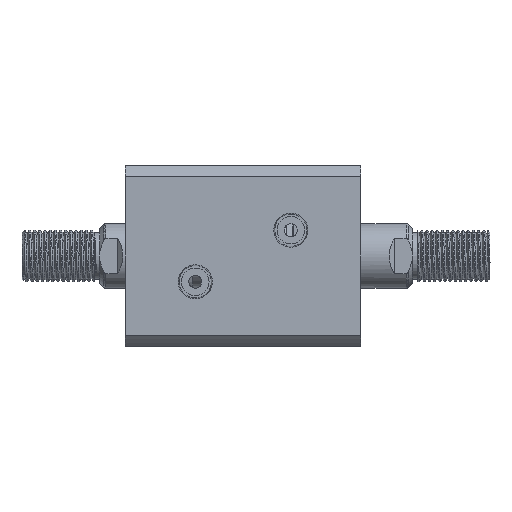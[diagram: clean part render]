
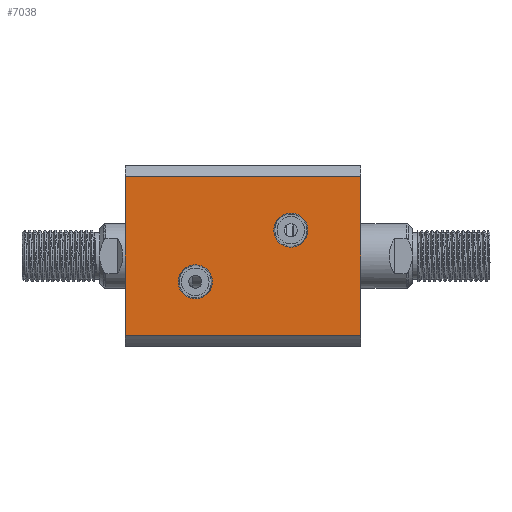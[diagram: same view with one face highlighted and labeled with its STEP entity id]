
A CAD part, left-side view. The second image highlights one B-rep face of the part: STEP entity #7038.
In plain terms, the highlighted planar face has unit normal (-1, 0, 0).
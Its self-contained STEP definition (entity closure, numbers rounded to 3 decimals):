
#128 = VERTEX_POINT ( 'NONE', #4512 ) ;
#336 = CARTESIAN_POINT ( 'NONE',  ( -35., -30.718, 91. ) ) ;
#1060 = DIRECTION ( 'NONE',  ( -1., 0., 0. ) ) ;
#1193 = VERTEX_POINT ( 'NONE', #336 ) ;
#1364 = ORIENTED_EDGE ( 'NONE', *, *, #9647, .F. ) ;
#1514 = PLANE ( 'NONE',  #13231 ) ;
#1613 = ORIENTED_EDGE ( 'NONE', *, *, #6547, .F. ) ;
#1816 = VERTEX_POINT ( 'NONE', #14688 ) ;
#1899 = LINE ( 'NONE', #6928, #8195 ) ;
#2120 = EDGE_CURVE ( 'NONE', #1193, #14264, #3604, .T. ) ;
#2432 = EDGE_LOOP ( 'NONE', ( #1364, #4979 ) ) ;
#2515 = AXIS2_PLACEMENT_3D ( 'NONE', #8594, #1060, #9865 ) ;
#2689 = VECTOR ( 'NONE', #11998, 1000. ) ;
#2787 = DIRECTION ( 'NONE',  ( 1., 0., 0. ) ) ;
#3022 = VECTOR ( 'NONE', #15187, 1000. ) ;
#3137 = AXIS2_PLACEMENT_3D ( 'NONE', #11234, #3685, #12492 ) ;
#3365 = AXIS2_PLACEMENT_3D ( 'NONE', #4643, #13463, #5881 ) ;
#3604 = LINE ( 'NONE', #3928, #9887 ) ;
#3685 = DIRECTION ( 'NONE',  ( -1., 0., 0. ) ) ;
#3837 = EDGE_LOOP ( 'NONE', ( #13333, #10105, #8158, #1613 ) ) ;
#3928 = CARTESIAN_POINT ( 'NONE',  ( -35., -30.718, -209. ) ) ;
#4512 = CARTESIAN_POINT ( 'NONE',  ( -35., -10., 20.397 ) ) ;
#4643 = CARTESIAN_POINT ( 'NONE',  ( -35., -10., 27. ) ) ;
#4979 = ORIENTED_EDGE ( 'NONE', *, *, #10200, .F. ) ;
#5062 = CARTESIAN_POINT ( 'NONE',  ( -35., 30.718, 0. ) ) ;
#5100 = CARTESIAN_POINT ( 'NONE',  ( -35., -10., 33.603 ) ) ;
#5148 = CARTESIAN_POINT ( 'NONE',  ( -35., 30.718, -209. ) ) ;
#5171 = LINE ( 'NONE', #5148, #3022 ) ;
#5633 = DIRECTION ( 'NONE',  ( 0., -1., 0. ) ) ;
#5881 = DIRECTION ( 'NONE',  ( 0., 0., 1. ) ) ;
#6154 = CARTESIAN_POINT ( 'NONE',  ( -35., 10., 64. ) ) ;
#6353 = CARTESIAN_POINT ( 'NONE',  ( -35., 35., 91. ) ) ;
#6495 = CARTESIAN_POINT ( 'NONE',  ( -35., -30.718, 0. ) ) ;
#6547 = EDGE_CURVE ( 'NONE', #14982, #1193, #1899, .T. ) ;
#6928 = CARTESIAN_POINT ( 'NONE',  ( -35., 35., 91. ) ) ;
#7038 = ADVANCED_FACE ( 'NONE', ( #7997, #8786, #14736 ), #1514, .F. ) ;
#7255 = EDGE_CURVE ( 'NONE', #10489, #14264, #16104, .T. ) ;
#7443 = DIRECTION ( 'NONE',  ( 0., 0., 1. ) ) ;
#7997 = FACE_BOUND ( 'NONE', #12149, .T. ) ;
#8158 = ORIENTED_EDGE ( 'NONE', *, *, #2120, .F. ) ;
#8195 = VECTOR ( 'NONE', #5633, 1000. ) ;
#8594 = CARTESIAN_POINT ( 'NONE',  ( -35., 10., 64. ) ) ;
#8693 = ORIENTED_EDGE ( 'NONE', *, *, #10829, .F. ) ;
#8786 = FACE_BOUND ( 'NONE', #2432, .T. ) ;
#9095 = CIRCLE ( 'NONE', #3137, 6.603 ) ;
#9647 = EDGE_CURVE ( 'NONE', #10962, #128, #9095, .T. ) ;
#9865 = DIRECTION ( 'NONE',  ( 0., 0., 1. ) ) ;
#9887 = VECTOR ( 'NONE', #11498, 1000. ) ;
#10105 = ORIENTED_EDGE ( 'NONE', *, *, #7255, .T. ) ;
#10200 = EDGE_CURVE ( 'NONE', #128, #10962, #15797, .T. ) ;
#10340 = EDGE_CURVE ( 'NONE', #15290, #1816, #15401, .T. ) ;
#10463 = ORIENTED_EDGE ( 'NONE', *, *, #10340, .F. ) ;
#10489 = VERTEX_POINT ( 'NONE', #5062 ) ;
#10829 = EDGE_CURVE ( 'NONE', #1816, #15290, #15574, .T. ) ;
#10962 = VERTEX_POINT ( 'NONE', #5100 ) ;
#11234 = CARTESIAN_POINT ( 'NONE',  ( -35., -10., 27. ) ) ;
#11498 = DIRECTION ( 'NONE',  ( 0., 0., -1. ) ) ;
#11631 = DIRECTION ( 'NONE',  ( 0., 1., 0. ) ) ;
#11998 = DIRECTION ( 'NONE',  ( 0., -1., 0. ) ) ;
#12149 = EDGE_LOOP ( 'NONE', ( #10463, #8693 ) ) ;
#12492 = DIRECTION ( 'NONE',  ( 0., 0., 1. ) ) ;
#13181 = AXIS2_PLACEMENT_3D ( 'NONE', #6154, #14984, #7443 ) ;
#13231 = AXIS2_PLACEMENT_3D ( 'NONE', #6353, #2787, #11631 ) ;
#13333 = ORIENTED_EDGE ( 'NONE', *, *, #14947, .F. ) ;
#13463 = DIRECTION ( 'NONE',  ( -1., 0., 0. ) ) ;
#14206 = CARTESIAN_POINT ( 'NONE',  ( -35., 30.718, 91. ) ) ;
#14264 = VERTEX_POINT ( 'NONE', #6495 ) ;
#14688 = CARTESIAN_POINT ( 'NONE',  ( -35., 10., 57.397 ) ) ;
#14736 = FACE_OUTER_BOUND ( 'NONE', #3837, .T. ) ;
#14947 = EDGE_CURVE ( 'NONE', #10489, #14982, #5171, .T. ) ;
#14982 = VERTEX_POINT ( 'NONE', #14206 ) ;
#14984 = DIRECTION ( 'NONE',  ( -1., 0., 0. ) ) ;
#15187 = DIRECTION ( 'NONE',  ( 0., 0., 1. ) ) ;
#15290 = VERTEX_POINT ( 'NONE', #16072 ) ;
#15401 = CIRCLE ( 'NONE', #2515, 6.603 ) ;
#15574 = CIRCLE ( 'NONE', #13181, 6.603 ) ;
#15665 = CARTESIAN_POINT ( 'NONE',  ( -35., 35., 0. ) ) ;
#15797 = CIRCLE ( 'NONE', #3365, 6.603 ) ;
#16072 = CARTESIAN_POINT ( 'NONE',  ( -35., 10., 70.603 ) ) ;
#16104 = LINE ( 'NONE', #15665, #2689 ) ;
